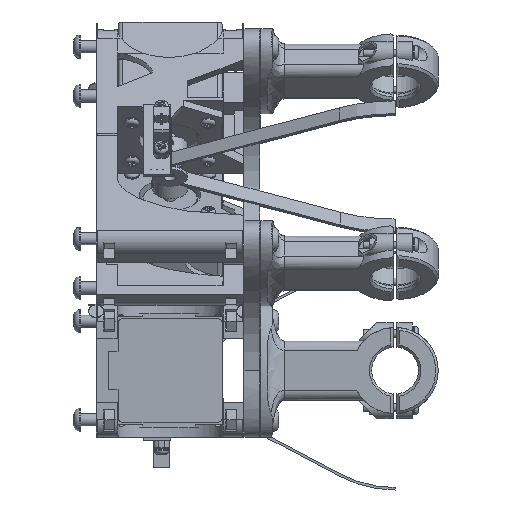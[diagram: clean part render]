
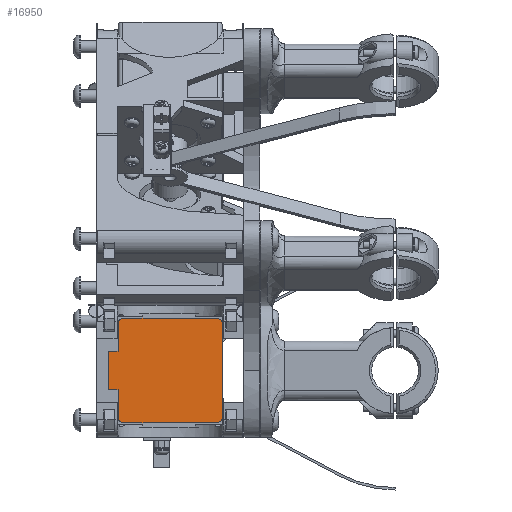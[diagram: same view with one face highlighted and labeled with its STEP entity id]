
A CAD part, left-side view. The second image highlights one B-rep face of the part: STEP entity #16950.
In plain terms, the highlighted face is planar.
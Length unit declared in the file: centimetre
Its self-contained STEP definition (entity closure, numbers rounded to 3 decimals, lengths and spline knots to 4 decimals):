
#5340=CIRCLE('',#17679,0.2);
#5345=CIRCLE('',#17687,0.2);
#5346=CIRCLE('',#17689,0.2);
#5347=CIRCLE('',#17691,0.2);
#5858=VERTEX_POINT('',#22380);
#5861=VERTEX_POINT('',#22385);
#5864=VERTEX_POINT('',#22395);
#5865=VERTEX_POINT('',#22397);
#5866=VERTEX_POINT('',#22403);
#5869=VERTEX_POINT('',#22409);
#5882=VERTEX_POINT('',#22448);
#5883=VERTEX_POINT('',#22449);
#5890=VERTEX_POINT('',#22468);
#5891=VERTEX_POINT('',#22472);
#5892=VERTEX_POINT('',#22476);
#5893=VERTEX_POINT('',#22480);
#7123=VECTOR('',#18981,1.);
#7128=VECTOR('',#18988,1.);
#7130=VECTOR('',#18991,1.);
#7131=VECTOR('',#18993,1.);
#7140=VECTOR('',#19058,1.);
#7145=VECTOR('',#19076,1.);
#7146=VECTOR('',#19078,1.);
#8319=LINE('',#22386,#7123);
#8324=LINE('',#22396,#7128);
#8326=LINE('',#22400,#7130);
#8327=LINE('',#22402,#7131);
#8336=LINE('',#22467,#7140);
#8341=LINE('',#22483,#7145);
#8342=LINE('',#22485,#7146);
#9498=EDGE_CURVE('',#5861,#5858,#8319,.T.);
#9503=EDGE_CURVE('',#5865,#5864,#8324,.T.);
#9505=EDGE_CURVE('',#5864,#5858,#8326,.T.);
#9506=EDGE_CURVE('',#5865,#5866,#8327,.T.);
#9510=EDGE_CURVE('',#5869,#5861,#8327,.T.);
#9523=EDGE_CURVE('',#5882,#5883,#5340,.T.);
#9533=EDGE_CURVE('',#5883,#5890,#8336,.T.);
#9535=EDGE_CURVE('',#5890,#5891,#5345,.T.);
#9537=EDGE_CURVE('',#5866,#5892,#5346,.T.);
#9539=EDGE_CURVE('',#5893,#5869,#5347,.T.);
#9541=EDGE_CURVE('',#5891,#5893,#8341,.T.);
#9542=EDGE_CURVE('',#5892,#5882,#8342,.T.);
#11424=ORIENTED_EDGE('',*,*,#9523,.F.);
#11425=ORIENTED_EDGE('',*,*,#9542,.F.);
#11426=ORIENTED_EDGE('',*,*,#9537,.F.);
#11427=ORIENTED_EDGE('',*,*,#9506,.F.);
#11428=ORIENTED_EDGE('',*,*,#9503,.T.);
#11429=ORIENTED_EDGE('',*,*,#9505,.T.);
#11430=ORIENTED_EDGE('',*,*,#9498,.F.);
#11431=ORIENTED_EDGE('',*,*,#9510,.F.);
#11432=ORIENTED_EDGE('',*,*,#9539,.F.);
#11433=ORIENTED_EDGE('',*,*,#9541,.F.);
#11434=ORIENTED_EDGE('',*,*,#9535,.F.);
#11435=ORIENTED_EDGE('',*,*,#9533,.F.);
#15025=EDGE_LOOP('',(#11424,#11425,#11426,#11427,#11428,#11429,#11430,#11431,
#11432,#11433,#11434,#11435));
#15994=FACE_BOUND('',#15025,.T.);
#16950=ADVANCED_FACE('',(#15994),#30355,.F.);
#17679=AXIS2_PLACEMENT_3D('',#22447,#19041,#19042);
#17687=AXIS2_PLACEMENT_3D('',#22471,#19062,#19063);
#17689=AXIS2_PLACEMENT_3D('',#22475,#19067,#19068);
#17691=AXIS2_PLACEMENT_3D('',#22479,#19072,#19073);
#17694=AXIS2_PLACEMENT_3D('',#22486,#19079,$);
#18981=DIRECTION('',(0.,1.,0.));
#18988=DIRECTION('',(0.,1.,0.));
#18991=DIRECTION('',(1.,0.,0.));
#18993=DIRECTION('',(-1.,0.,0.));
#19041=DIRECTION('',(0.,0.,1.));
#19042=DIRECTION('',(-0.141,-0.141,0.));
#19058=DIRECTION('',(1.,0.,0.));
#19062=DIRECTION('',(0.,0.,1.));
#19063=DIRECTION('',(0.141,-0.141,0.));
#19067=DIRECTION('',(0.,0.,1.));
#19068=DIRECTION('',(-0.141,0.141,0.));
#19072=DIRECTION('',(0.,0.,1.));
#19073=DIRECTION('',(0.141,0.141,0.));
#19076=DIRECTION('',(0.,1.,0.));
#19078=DIRECTION('',(0.,-1.,0.));
#19079=DIRECTION('',(0.,0.,1.));
#22380=CARTESIAN_POINT('',(0.775,2.515,-3.9));
#22385=CARTESIAN_POINT('',(0.775,2.115,-3.9));
#22386=CARTESIAN_POINT('',(0.775,2.115,-3.9));
#22395=CARTESIAN_POINT('',(-0.775,2.515,-3.9));
#22396=CARTESIAN_POINT('',(-0.775,2.115,-3.9));
#22397=CARTESIAN_POINT('',(-0.775,2.115,-3.9));
#22400=CARTESIAN_POINT('',(0.775,2.515,-3.9));
#22402=CARTESIAN_POINT('',(2.115,2.115,-3.9));
#22403=CARTESIAN_POINT('',(-1.915,2.115,-3.9));
#22409=CARTESIAN_POINT('',(1.915,2.115,-3.9));
#22447=CARTESIAN_POINT('',(-1.915,-1.915,-3.9));
#22448=CARTESIAN_POINT('',(-2.115,-1.915,-3.9));
#22449=CARTESIAN_POINT('',(-1.915,-2.115,-3.9));
#22467=CARTESIAN_POINT('',(-2.115,-2.115,-3.9));
#22468=CARTESIAN_POINT('',(1.915,-2.115,-3.9));
#22471=CARTESIAN_POINT('',(1.915,-1.915,-3.9));
#22472=CARTESIAN_POINT('',(2.115,-1.915,-3.9));
#22475=CARTESIAN_POINT('',(-1.915,1.915,-3.9));
#22476=CARTESIAN_POINT('',(-2.115,1.915,-3.9));
#22479=CARTESIAN_POINT('',(1.915,1.915,-3.9));
#22480=CARTESIAN_POINT('',(2.115,1.915,-3.9));
#22483=CARTESIAN_POINT('',(2.115,-2.115,-3.9));
#22485=CARTESIAN_POINT('',(-2.115,2.115,-3.9));
#22486=CARTESIAN_POINT('',(0.,0.,-3.9));
#30355=PLANE('',#17694);
